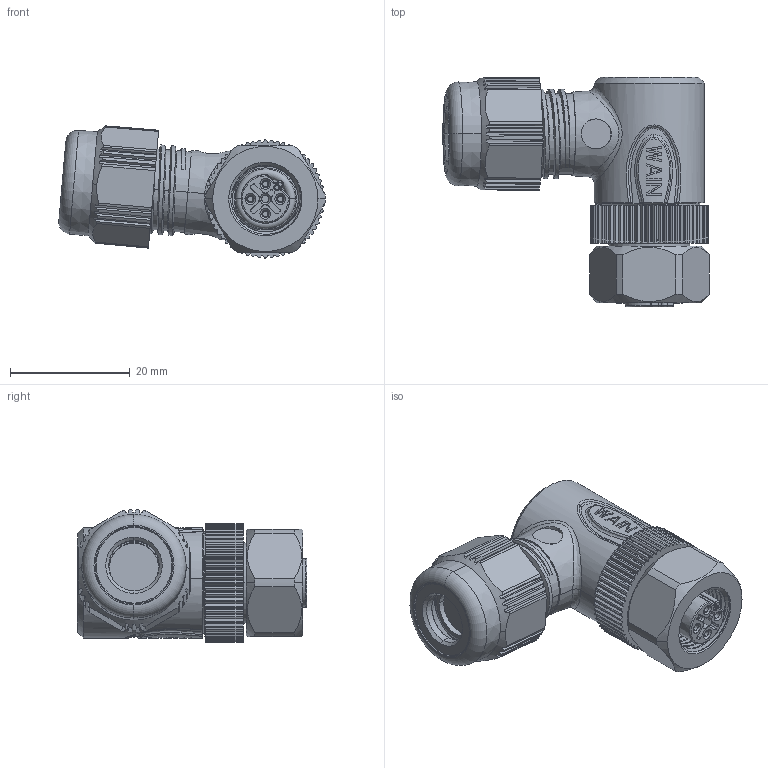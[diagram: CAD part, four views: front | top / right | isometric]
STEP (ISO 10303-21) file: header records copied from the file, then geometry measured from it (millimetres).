
FILE_DESCRIPTION((''),'2;1');
FILE_NAME('PRT0001','2021-01-05T',('zh.su'),(''),'PRO/ENGINEER BY PARAMETRIC TECHNOLOGY CORPORATION, 2012480','PRO/ENGINEER BY PARAMETRIC TECHNOLOGY CORPORATION, 2012480','');
FILE_SCHEMA(('CONFIG_CONTROL_DESIGN'));
Length unit declared in the file: millimetre
Products named in the file (1): PRT0001
Bounding box: 44.52 x 38.4 x 22.12 mm (x, y, z)
Volume: 15055.3 mm3; surface area: 6832.2 mm2
Topology: 1 solids, 1 shells, 772 faces, 2216 edges, 1484 vertices
Faces by surface type: plane 344, cylinder 236, cone 114, bspline 44, torus 27, extrusion 5, sphere 2
Entity records: 33948 total; most frequent: CARTESIAN_POINT 14205, ORIENTED_EDGE 4428, DIRECTION 3802, EDGE_CURVE 2214, VERTEX_POINT 1484, AXIS2_PLACEMENT_3D 1408, VECTOR 986, LINE 981
